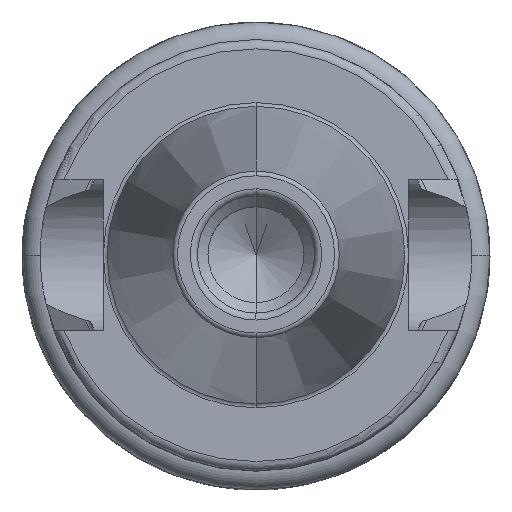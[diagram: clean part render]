
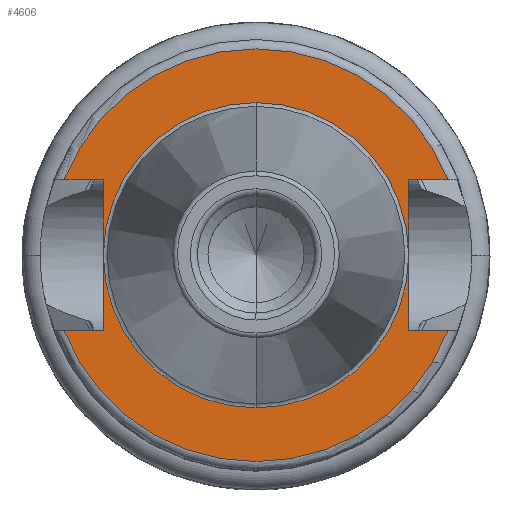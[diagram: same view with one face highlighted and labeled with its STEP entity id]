
A CAD part, top view. The second image highlights one B-rep face of the part: STEP entity #4606.
In plain terms, the highlighted planar face has unit normal (0, 0, 1).
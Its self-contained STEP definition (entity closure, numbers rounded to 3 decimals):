
#273=CARTESIAN_POINT('',(0,0,20));
#274=DIRECTION('',(0,0,-1));
#275=DIRECTION('',(0,1,0));
#276=AXIS2_PLACEMENT_3D('',#273,#274,#275);
#288=CARTESIAN_POINT('',(0,0,20));
#289=DIRECTION('',(0,0,1));
#290=DIRECTION('',(0,1,0));
#291=AXIS2_PLACEMENT_3D('',#288,#289,#290);
#293=DIRECTION('',(1,0,0));
#294=VECTOR('',#293,4.174);
#295=CARTESIAN_POINT('',(-20.474,-8.05,20));
#296=LINE('',#295,#294);
#297=DIRECTION('',(0,1,0));
#298=VECTOR('',#297,16.1);
#299=CARTESIAN_POINT('',(-16.3,-8.05,20));
#300=LINE('',#299,#298);
#301=DIRECTION('',(1,0,0));
#302=VECTOR('',#301,4.174);
#303=CARTESIAN_POINT('',(-20.474,8.05,20));
#304=LINE('',#303,#302);
#305=DIRECTION('',(-1,0,0));
#306=VECTOR('',#305,4.174);
#307=CARTESIAN_POINT('',(20.474,8.05,20));
#308=LINE('',#307,#306);
#309=DIRECTION('',(0,-1,0));
#310=VECTOR('',#309,16.1);
#311=CARTESIAN_POINT('',(16.3,8.05,20));
#312=LINE('',#311,#310);
#313=DIRECTION('',(-1,0,0));
#314=VECTOR('',#313,4.174);
#315=CARTESIAN_POINT('',(20.474,-8.05,20));
#316=LINE('',#315,#314);
#612=CARTESIAN_POINT('',(0,0,20));
#613=DIRECTION('',(0,0,1));
#614=DIRECTION('',(-0.931,-0.366,0));
#615=AXIS2_PLACEMENT_3D('',#612,#613,#614);
#629=CARTESIAN_POINT('',(0,0,20));
#630=DIRECTION('',(0,0,1));
#631=DIRECTION('',(0.931,0.366,0));
#632=AXIS2_PLACEMENT_3D('',#629,#630,#631);
#3651=CARTESIAN_POINT('',(-20.474,-8.05,20));
#3652=CARTESIAN_POINT('',(-16.3,-8.05,20));
#3653=VERTEX_POINT('',#3651);
#3654=VERTEX_POINT('',#3652);
#3655=CARTESIAN_POINT('',(-16.3,8.05,20));
#3656=VERTEX_POINT('',#3655);
#3657=CARTESIAN_POINT('',(-20.474,8.05,20));
#3658=VERTEX_POINT('',#3657);
#3659=CARTESIAN_POINT('',(16.3,8.05,20));
#3660=CARTESIAN_POINT('',(16.3,-8.05,20));
#3661=VERTEX_POINT('',#3659);
#3662=VERTEX_POINT('',#3660);
#3663=CARTESIAN_POINT('',(20.474,-8.05,20));
#3664=VERTEX_POINT('',#3663);
#3665=CARTESIAN_POINT('',(20.474,8.05,20));
#3666=VERTEX_POINT('',#3665);
#3709=CARTESIAN_POINT('',(0,16.275,20));
#3711=VERTEX_POINT('',#3709);
#3715=CARTESIAN_POINT('',(0,-16.275,20));
#3717=VERTEX_POINT('',#3715);
#4579=CARTESIAN_POINT('',(0,0,20));
#4580=DIRECTION('',(0,0,-1));
#4581=DIRECTION('',(0,-1,0));
#4582=AXIS2_PLACEMENT_3D('',#4579,#4580,#4581);
#4583=PLANE('',#4582);
#4585=ORIENTED_EDGE('',*,*,#4584,.T.);
#4587=ORIENTED_EDGE('',*,*,#4586,.T.);
#4589=ORIENTED_EDGE('',*,*,#4588,.F.);
#4591=ORIENTED_EDGE('',*,*,#4590,.F.);
#4593=ORIENTED_EDGE('',*,*,#4592,.T.);
#4595=ORIENTED_EDGE('',*,*,#4594,.T.);
#4597=ORIENTED_EDGE('',*,*,#4596,.F.);
#4599=ORIENTED_EDGE('',*,*,#4598,.F.);
#4600=EDGE_LOOP('',(#4585,#4587,#4589,#4591,#4593,#4595,#4597,#4599));
#4601=FACE_OUTER_BOUND('',#4600,.F.);
#4602=ORIENTED_EDGE('',*,*,#4574,.T.);
#4603=ORIENTED_EDGE('',*,*,#4558,.F.);
#4604=EDGE_LOOP('',(#4602,#4603));
#4605=FACE_BOUND('',#4604,.F.);
#4606=ADVANCED_FACE('',(#4601,#4605),#4583,.F.);
#277=CIRCLE('',#276,16.275);
#292=CIRCLE('',#291,16.275);
#616=CIRCLE('',#615,22);
#633=CIRCLE('',#632,22);
#4558=EDGE_CURVE('',#3711,#3717,#277,.T.);
#4574=EDGE_CURVE('',#3711,#3717,#292,.T.);
#4584=EDGE_CURVE('',#3653,#3654,#296,.T.);
#4586=EDGE_CURVE('',#3654,#3656,#300,.T.);
#4588=EDGE_CURVE('',#3658,#3656,#304,.T.);
#4590=EDGE_CURVE('',#3666,#3658,#633,.T.);
#4592=EDGE_CURVE('',#3666,#3661,#308,.T.);
#4594=EDGE_CURVE('',#3661,#3662,#312,.T.);
#4596=EDGE_CURVE('',#3664,#3662,#316,.T.);
#4598=EDGE_CURVE('',#3653,#3664,#616,.T.);
